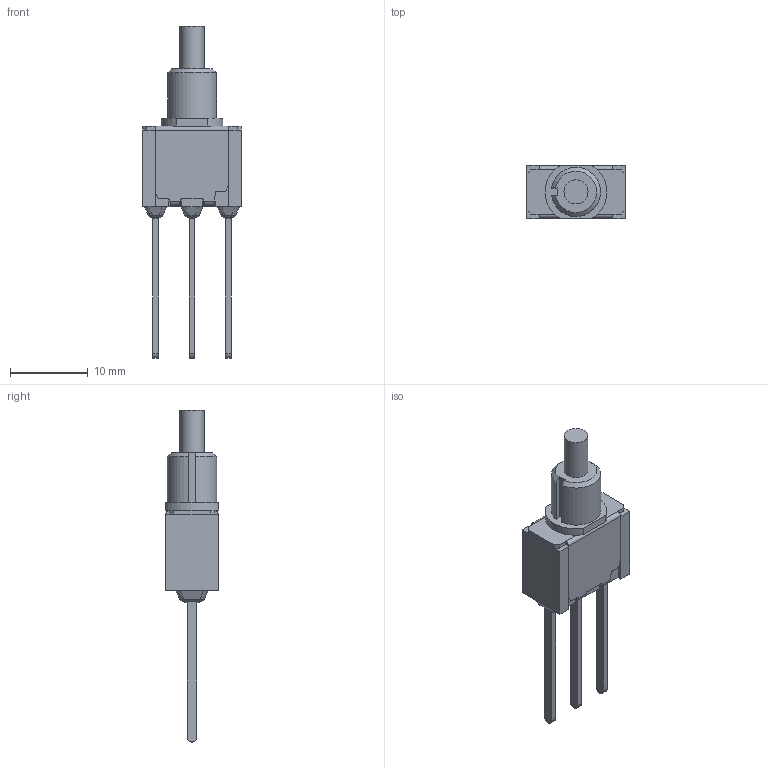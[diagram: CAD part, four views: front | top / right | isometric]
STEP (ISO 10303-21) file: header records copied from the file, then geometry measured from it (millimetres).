
FILE_DESCRIPTION(/* description */ (''),/* implementation_level */ '2;1');
FILE_NAME(/* name */ '700SP7B10M51xE.stp',/* time_stamp */ '2024-05-15T13:01:56-05:00',/* author */ ('jsteinblock'),/* organization */ (''),/* preprocessor_version */ 'ST-DEVELOPER v18.1',/* originating_system */ 'Autodesk Inventor 2022',/* authorisation */ '');
FILE_SCHEMA (('AUTOMOTIVE_DESIGN { 1 0 10303 214 3 1 1 }'));
Length unit declared in the file: millimetre
Products named in the file (1): Part2
Bounding box: 12.7 x 6.9 x 42.84 mm (x, y, z)
Volume: 1226 mm3; surface area: 1197.4 mm2
Topology: 2 solids, 5 shells, 312 faces, 817 edges, 526 vertices
Faces by surface type: plane 179, cylinder 66, bspline 66, cone 1
Full cylindrical faces by diameter (mm): 3.1 x2
Entity records: 10166 total; most frequent: CARTESIAN_POINT 2758, ORIENTED_EDGE 1634, DIRECTION 1334, EDGE_CURVE 817, LINE 566, VECTOR 566, VERTEX_POINT 526, AXIS2_PLACEMENT_3D 384
